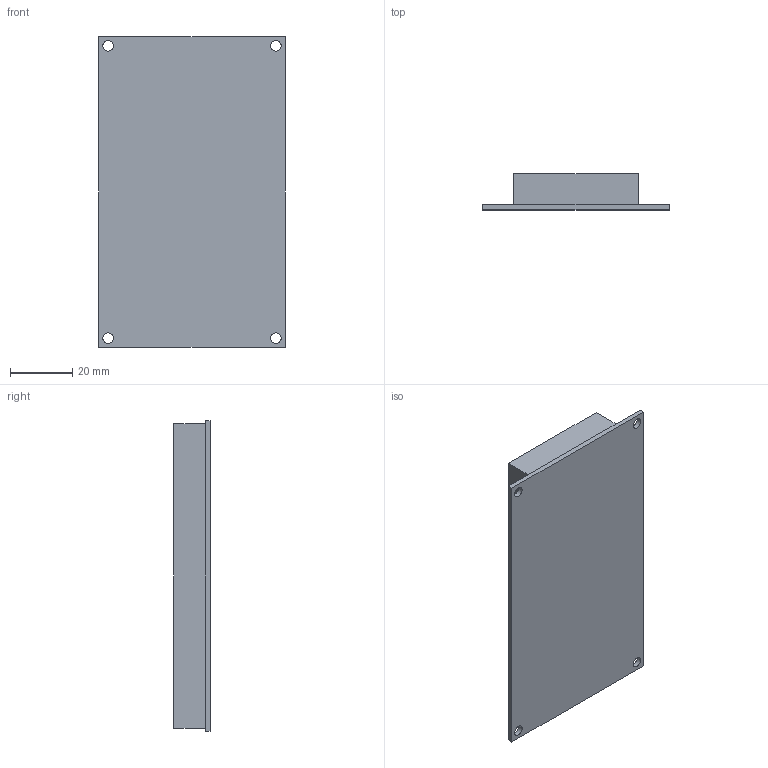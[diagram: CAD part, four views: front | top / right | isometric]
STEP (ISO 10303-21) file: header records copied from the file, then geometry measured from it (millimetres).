
FILE_DESCRIPTION(/* description */ (''),/* implementation_level */ '2;1');
FILE_NAME(/* name */ 'LCD Screen.stp',/* time_stamp */ '2019-11-24T23:54:10-05:00',/* author */ ('savo'),/* organization */ (''),/* preprocessor_version */ 'ST-DEVELOPER v17',/* originating_system */ 'Autodesk Inventor 2019',/* authorisation */ '');
FILE_SCHEMA (('AUTOMOTIVE_DESIGN { 1 0 10303 214 3 1 1 }'));
Length unit declared in the file: millimetre
Products named in the file (1): LCD Screen
Bounding box: 60 x 11.6 x 100 mm (x, y, z)
Volume: 48741.9 mm3; surface area: 15267.7 mm2
Topology: 1 solids, 1 shells, 15 faces, 40 edges, 28 vertices
Faces by surface type: plane 11, cylinder 4
Full cylindrical faces by diameter (mm): 3.4 x4
Entity records: 533 total; most frequent: DIRECTION 84, CARTESIAN_POINT 84, ORIENTED_EDGE 80, EDGE_CURVE 40, LINE 28, VECTOR 28, VERTEX_POINT 28, AXIS2_PLACEMENT_3D 28
